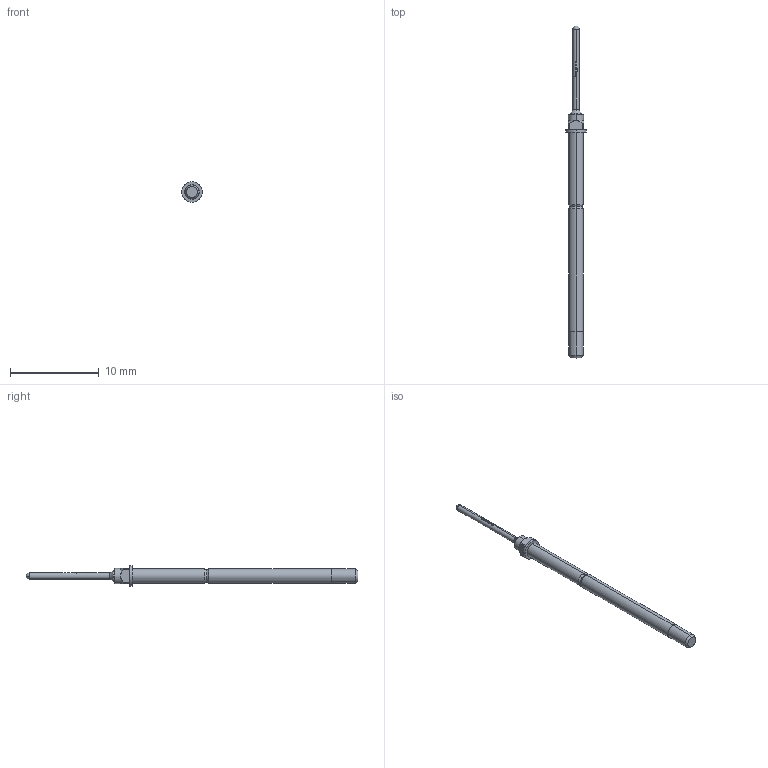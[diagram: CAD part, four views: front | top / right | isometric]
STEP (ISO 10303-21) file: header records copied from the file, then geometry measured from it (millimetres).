
FILE_DESCRIPTION (( 'STEP AP203' ), '1' );
FILE_NAME ('INGUN_GKS-112_355_070_A_xx02_M.STEP', '2023-05-10T08:23:49', ( '' ), ( '' ), 'SwSTEP 2.0', 'SolidWorks 2021', '' );
FILE_SCHEMA (( 'CONFIG_CONTROL_DESIGN' ));
Length unit declared in the file: millimetre
Products named in the file (1): INGUN_GKS-112_355_070_A_xx02_M
Bounding box: 2.3 x 37.5 x 2.3 mm (x, y, z)
Volume: 63.6 mm3; surface area: 173.2 mm2
Topology: 1 solids, 1 shells, 114 faces, 307 edges, 197 vertices
Faces by surface type: plane 52, cylinder 24, bspline 22, cone 8, torus 6, sphere 2
Entity records: 3832 total; most frequent: CARTESIAN_POINT 1057, ORIENTED_EDGE 610, DIRECTION 509, EDGE_CURVE 305, AXIS2_PLACEMENT_3D 205, VERTEX_POINT 197, EDGE_LOOP 118, ADVANCED_FACE 114
